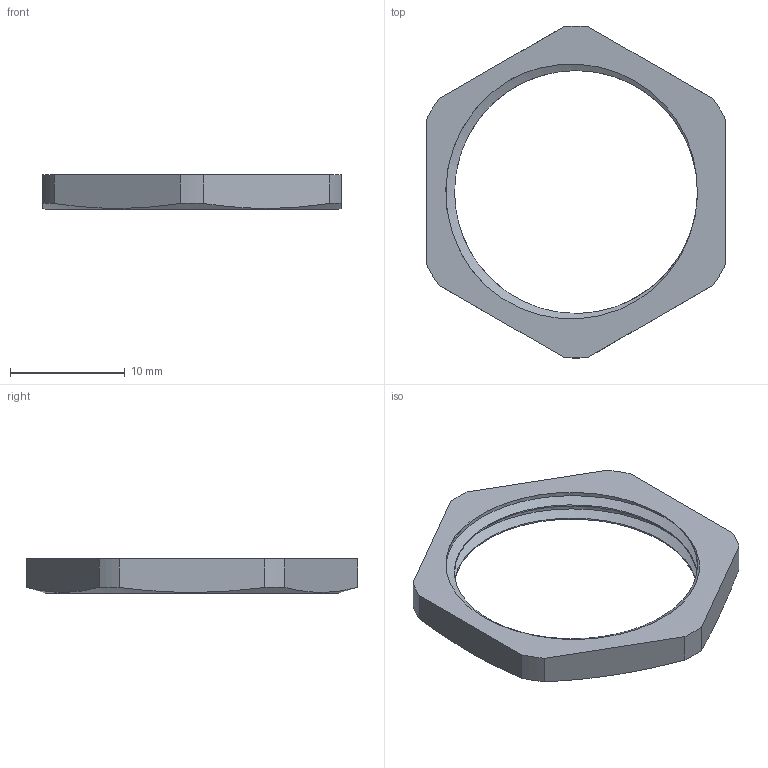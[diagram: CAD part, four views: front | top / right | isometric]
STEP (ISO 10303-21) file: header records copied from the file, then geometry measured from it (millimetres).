
FILE_DESCRIPTION(/* description */ ('Sechskantmutter Metall PG 16'),/* implementation_level */ '2;1');
FILE_NAME(/* name */ '61006416LF-RST.stp',/* time_stamp */ '2020-10-14T09:32:18+02:00',/* author */ ('sl'),/* organization */ (''),/* preprocessor_version */ 'ST-DEVELOPER v16.5',/* originating_system */ 'Autodesk Inventor 2017',/* authorisation */ '');
FILE_SCHEMA (('AUTOMOTIVE_DESIGN { 1 0 10303 214 3 1 1 }'));
Length unit declared in the file: millimetre
Products named in the file (1): 61006416LF
Bounding box: 26 x 28.91 x 3 mm (x, y, z)
Volume: 583.1 mm3; surface area: 978.2 mm2
Topology: 1 solids, 1 shells, 19 faces, 51 edges, 34 vertices
Faces by surface type: cylinder 8, plane 8, bspline 2, cone 1
Entity records: 1106 total; most frequent: CARTESIAN_POINT 626, ORIENTED_EDGE 98, DIRECTION 88, EDGE_CURVE 49, AXIS2_PLACEMENT_3D 35, VERTEX_POINT 33, EDGE_LOOP 22, FACE_OUTER_BOUND 19
